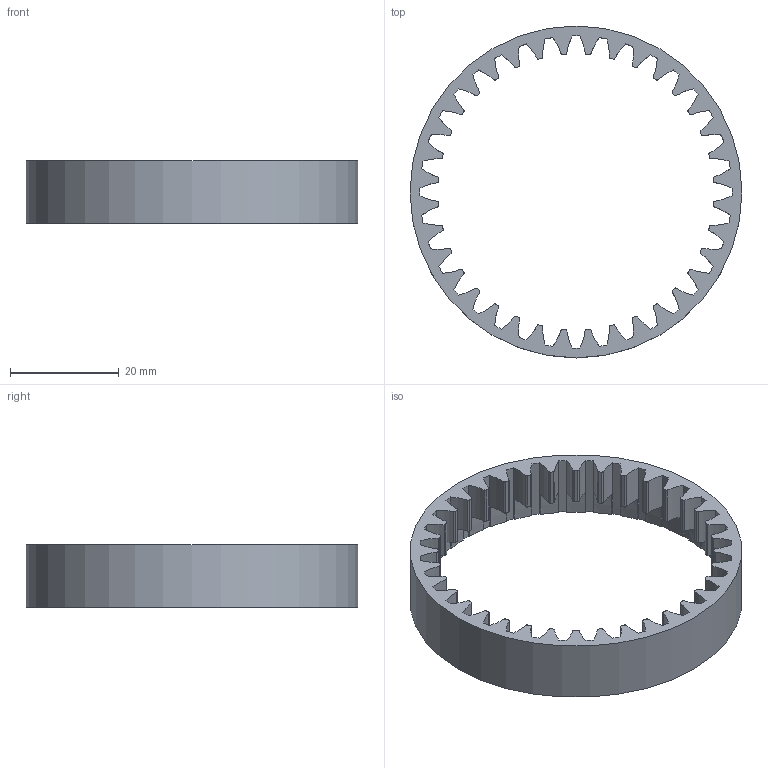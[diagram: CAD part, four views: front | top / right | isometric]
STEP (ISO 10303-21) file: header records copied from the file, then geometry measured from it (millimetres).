
FILE_DESCRIPTION(/* description */ (''),/* implementation_level */ '2;1');
FILE_NAME(/* name */ 'PLANITARY RING GEAR.step',/* time_stamp */ '2024-08-02T01:35:17-04:00',/* author */ (''),/* organization */ (''),/* preprocessor_version */ 'ST-DEVELOPER v20',/* originating_system */ 'Autodesk Translation Framework v13.14.0.145',/* authorisation */ '');
FILE_SCHEMA (('AUTOMOTIVE_DESIGN { 1 0 10303 214 3 1 1 }'));
Length unit declared in the file: millimetre
Products named in the file (1): PLANITARY GEAR BOX
Bounding box: 61 x 61 x 11.5 mm (x, y, z)
Volume: 5710.4 mm3; surface area: 6579.4 mm2
Topology: 1 solids, 1 shells, 435 faces, 1227 edges, 794 vertices
Faces by surface type: bspline 288, cylinder 109, plane 38
Full cylindrical faces by diameter (mm): 61 x1
Entity records: 20998 total; most frequent: CARTESIAN_POINT 11397, ORIENTED_EDGE 2454, DIRECTION 1237, EDGE_CURVE 1227, VERTEX_POINT 794, LINE 505, VECTOR 505, B_SPLINE_CURVE_WITH_KNOTS 504
